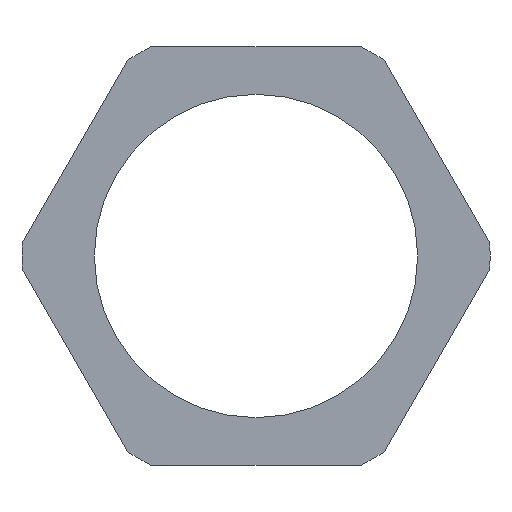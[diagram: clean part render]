
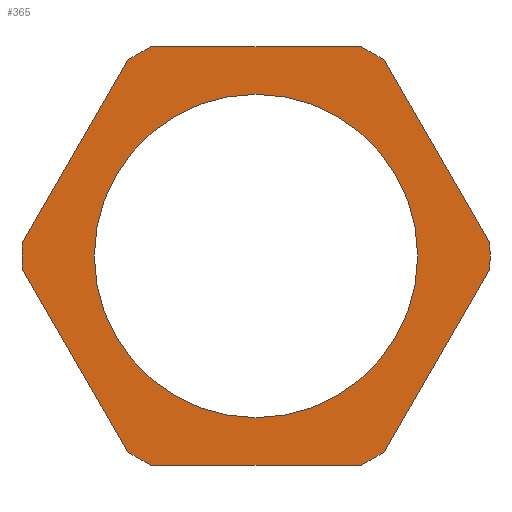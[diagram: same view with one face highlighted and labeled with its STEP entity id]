
A CAD part, front view. The second image highlights one B-rep face of the part: STEP entity #365.
In plain terms, the highlighted planar face has unit normal (0, -1, 0).
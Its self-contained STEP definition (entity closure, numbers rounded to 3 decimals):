
#4 = EDGE_LOOP ( 'NONE', ( #74, #139, #323, #136, #431, #134, #135, #467, #248, #191, #11, #275 ) ) ;
#11 = ORIENTED_EDGE ( 'NONE', *, *, #276, .T. ) ;
#27 = CARTESIAN_POINT ( 'NONE',  ( -27.829, -3.5, -1.599 ) ) ;
#41 = CARTESIAN_POINT ( 'NONE',  ( -12.53, -3.5, -24.9 ) ) ;
#42 = EDGE_CURVE ( 'NONE', #200, #373, #465, .T. ) ;
#43 = AXIS2_PLACEMENT_3D ( 'NONE', #210, #328, #360 ) ;
#45 = EDGE_CURVE ( 'NONE', #308, #373, #533, .T. ) ;
#46 = EDGE_CURVE ( 'NONE', #128, #507, #264, .T. ) ;
#47 = VECTOR ( 'NONE', #186, 1000. ) ;
#53 = DIRECTION ( 'NONE',  ( -0.5, 0., 0.866 ) ) ;
#60 = VERTEX_POINT ( 'NONE', #400 ) ;
#61 = VERTEX_POINT ( 'NONE', #64 ) ;
#64 = CARTESIAN_POINT ( 'NONE',  ( 27.829, -3.5, 1.599 ) ) ;
#65 = CIRCLE ( 'NONE', #321, 19.25 ) ;
#69 = CIRCLE ( 'NONE', #174, 19.25 ) ;
#70 = ORIENTED_EDGE ( 'NONE', *, *, #142, .T. ) ;
#73 = DIRECTION ( 'NONE',  ( 0., -1., 0. ) ) ;
#74 = ORIENTED_EDGE ( 'NONE', *, *, #114, .T. ) ;
#75 = DIRECTION ( 'NONE',  ( 0., 0., 1. ) ) ;
#83 = CARTESIAN_POINT ( 'NONE',  ( 0., -3.5, 0. ) ) ;
#85 = CARTESIAN_POINT ( 'NONE',  ( 0., -3.5, 0. ) ) ;
#91 = CARTESIAN_POINT ( 'NONE',  ( 14.376, -3.5, 24.9 ) ) ;
#109 = VERTEX_POINT ( 'NONE', #281 ) ;
#114 = EDGE_CURVE ( 'NONE', #60, #163, #396, .T. ) ;
#128 = VERTEX_POINT ( 'NONE', #141 ) ;
#130 = AXIS2_PLACEMENT_3D ( 'NONE', #83, #284, #252 ) ;
#131 = FACE_BOUND ( 'NONE', #452, .T. ) ;
#134 = ORIENTED_EDGE ( 'NONE', *, *, #555, .F. ) ;
#135 = ORIENTED_EDGE ( 'NONE', *, *, #188, .T. ) ;
#136 = ORIENTED_EDGE ( 'NONE', *, *, #45, .F. ) ;
#137 = EDGE_CURVE ( 'NONE', #200, #163, #170, .T. ) ;
#138 = DIRECTION ( 'NONE',  ( 0., 0., 1. ) ) ;
#139 = ORIENTED_EDGE ( 'NONE', *, *, #137, .F. ) ;
#141 = CARTESIAN_POINT ( 'NONE',  ( 27.829, -3.5, -1.599 ) ) ;
#142 = EDGE_CURVE ( 'NONE', #109, #502, #69, .T. ) ;
#147 = DIRECTION ( 'NONE',  ( 1., 0., 0. ) ) ;
#152 = CARTESIAN_POINT ( 'NONE',  ( -14.376, -3.5, 24.9 ) ) ;
#162 = EDGE_CURVE ( 'NONE', #128, #61, #440, .T. ) ;
#163 = VERTEX_POINT ( 'NONE', #446 ) ;
#170 = LINE ( 'NONE', #271, #273 ) ;
#172 = CARTESIAN_POINT ( 'NONE',  ( 15.299, -3.5, 23.301 ) ) ;
#174 = AXIS2_PLACEMENT_3D ( 'NONE', #390, #394, #427 ) ;
#185 = DIRECTION ( 'NONE',  ( 0., -1., 0. ) ) ;
#186 = DIRECTION ( 'NONE',  ( -0.5, 0., -0.866 ) ) ;
#188 = EDGE_CURVE ( 'NONE', #497, #507, #361, .T. ) ;
#189 = CARTESIAN_POINT ( 'NONE',  ( 12.53, -3.5, 24.9 ) ) ;
#191 = ORIENTED_EDGE ( 'NONE', *, *, #349, .F. ) ;
#196 = CARTESIAN_POINT ( 'NONE',  ( 14.376, -3.5, -24.9 ) ) ;
#197 = DIRECTION ( 'NONE',  ( 0., 0., 1. ) ) ;
#200 = VERTEX_POINT ( 'NONE', #259 ) ;
#201 = DIRECTION ( 'NONE',  ( 0., 1., 0. ) ) ;
#204 = VERTEX_POINT ( 'NONE', #172 ) ;
#210 = CARTESIAN_POINT ( 'NONE',  ( 0., -3.5, 0. ) ) ;
#213 = CARTESIAN_POINT ( 'NONE',  ( 28.752, -3.5, 0. ) ) ;
#215 = DIRECTION ( 'NONE',  ( -1., 0., 0. ) ) ;
#224 = VECTOR ( 'NONE', #215, 1000. ) ;
#237 = VECTOR ( 'NONE', #350, 1000. ) ;
#239 = DIRECTION ( 'NONE',  ( 0., -1., 0. ) ) ;
#242 = ORIENTED_EDGE ( 'NONE', *, *, #542, .T. ) ;
#243 = LINE ( 'NONE', #91, #237 ) ;
#246 = AXIS2_PLACEMENT_3D ( 'NONE', #560, #73, #75 ) ;
#248 = ORIENTED_EDGE ( 'NONE', *, *, #162, .T. ) ;
#250 = FACE_OUTER_BOUND ( 'NONE', #4, .T. ) ;
#252 = DIRECTION ( 'NONE',  ( 0., 0., 1. ) ) ;
#259 = CARTESIAN_POINT ( 'NONE',  ( -27.829, -3.5, 1.599 ) ) ;
#264 = LINE ( 'NONE', #213, #47 ) ;
#266 = AXIS2_PLACEMENT_3D ( 'NONE', #521, #556, #558 ) ;
#271 = CARTESIAN_POINT ( 'NONE',  ( -28.752, -3.5, 0. ) ) ;
#273 = VECTOR ( 'NONE', #492, 1000. ) ;
#275 = ORIENTED_EDGE ( 'NONE', *, *, #408, .F. ) ;
#276 = EDGE_CURVE ( 'NONE', #204, #356, #307, .T. ) ;
#281 = CARTESIAN_POINT ( 'NONE',  ( 0., -3.5, 19.25 ) ) ;
#284 = DIRECTION ( 'NONE',  ( 0., -1., 0. ) ) ;
#305 = CARTESIAN_POINT ( 'NONE',  ( 0., -3.5, 0. ) ) ;
#307 = CIRCLE ( 'NONE', #43, 27.875 ) ;
#308 = VERTEX_POINT ( 'NONE', #405 ) ;
#312 = DIRECTION ( 'NONE',  ( 0., 0., 1. ) ) ;
#321 = AXIS2_PLACEMENT_3D ( 'NONE', #473, #201, #312 ) ;
#323 = ORIENTED_EDGE ( 'NONE', *, *, #42, .T. ) ;
#328 = DIRECTION ( 'NONE',  ( 0., -1., 0. ) ) ;
#331 = VERTEX_POINT ( 'NONE', #41 ) ;
#335 = CARTESIAN_POINT ( 'NONE',  ( 0., -3.5, -19.25 ) ) ;
#339 = DIRECTION ( 'NONE',  ( 0., -1., 0. ) ) ;
#341 = CARTESIAN_POINT ( 'NONE',  ( 15.299, -3.5, -23.301 ) ) ;
#349 = EDGE_CURVE ( 'NONE', #204, #61, #243, .T. ) ;
#350 = DIRECTION ( 'NONE',  ( 0.5, 0., -0.866 ) ) ;
#356 = VERTEX_POINT ( 'NONE', #189 ) ;
#360 = DIRECTION ( 'NONE',  ( 0., 0., 1. ) ) ;
#361 = CIRCLE ( 'NONE', #246, 27.875 ) ;
#363 = LINE ( 'NONE', #152, #425 ) ;
#365 = ADVANCED_FACE ( 'NONE', ( #131, #250 ), #448, .F. ) ;
#373 = VERTEX_POINT ( 'NONE', #27 ) ;
#375 = CARTESIAN_POINT ( 'NONE',  ( -14.376, -3.5, -24.9 ) ) ;
#390 = CARTESIAN_POINT ( 'NONE',  ( 0., -3.5, 0. ) ) ;
#394 = DIRECTION ( 'NONE',  ( 0., 1., 0. ) ) ;
#396 = CIRCLE ( 'NONE', #436, 27.875 ) ;
#400 = CARTESIAN_POINT ( 'NONE',  ( -12.53, -3.5, 24.9 ) ) ;
#405 = CARTESIAN_POINT ( 'NONE',  ( -15.299, -3.5, -23.301 ) ) ;
#408 = EDGE_CURVE ( 'NONE', #60, #356, #363, .T. ) ;
#421 = DIRECTION ( 'NONE',  ( 0., 0., 1. ) ) ;
#425 = VECTOR ( 'NONE', #147, 1000. ) ;
#427 = DIRECTION ( 'NONE',  ( 0., 0., 1. ) ) ;
#431 = ORIENTED_EDGE ( 'NONE', *, *, #535, .T. ) ;
#435 = CARTESIAN_POINT ( 'NONE',  ( 0., -3.5, 0. ) ) ;
#436 = AXIS2_PLACEMENT_3D ( 'NONE', #85, #185, #421 ) ;
#440 = CIRCLE ( 'NONE', #479, 27.875 ) ;
#446 = CARTESIAN_POINT ( 'NONE',  ( -15.299, -3.5, 23.301 ) ) ;
#448 = PLANE ( 'NONE',  #266 ) ;
#452 = EDGE_LOOP ( 'NONE', ( #70, #242 ) ) ;
#465 = CIRCLE ( 'NONE', #130, 27.875 ) ;
#467 = ORIENTED_EDGE ( 'NONE', *, *, #46, .F. ) ;
#473 = CARTESIAN_POINT ( 'NONE',  ( 0., -3.5, 0. ) ) ;
#475 = VECTOR ( 'NONE', #53, 1000. ) ;
#479 = AXIS2_PLACEMENT_3D ( 'NONE', #435, #339, #138 ) ;
#487 = CIRCLE ( 'NONE', #531, 27.875 ) ;
#492 = DIRECTION ( 'NONE',  ( 0.5, 0., 0.866 ) ) ;
#497 = VERTEX_POINT ( 'NONE', #530 ) ;
#502 = VERTEX_POINT ( 'NONE', #335 ) ;
#507 = VERTEX_POINT ( 'NONE', #341 ) ;
#521 = CARTESIAN_POINT ( 'NONE',  ( 0., -3.5, 0. ) ) ;
#530 = CARTESIAN_POINT ( 'NONE',  ( 12.53, -3.5, -24.9 ) ) ;
#531 = AXIS2_PLACEMENT_3D ( 'NONE', #305, #239, #197 ) ;
#533 = LINE ( 'NONE', #375, #475 ) ;
#534 = LINE ( 'NONE', #196, #224 ) ;
#535 = EDGE_CURVE ( 'NONE', #308, #331, #487, .T. ) ;
#542 = EDGE_CURVE ( 'NONE', #502, #109, #65, .T. ) ;
#555 = EDGE_CURVE ( 'NONE', #497, #331, #534, .T. ) ;
#556 = DIRECTION ( 'NONE',  ( 0., 1., 0. ) ) ;
#558 = DIRECTION ( 'NONE',  ( 0., 0., 1. ) ) ;
#560 = CARTESIAN_POINT ( 'NONE',  ( 0., -3.5, 0. ) ) ;
